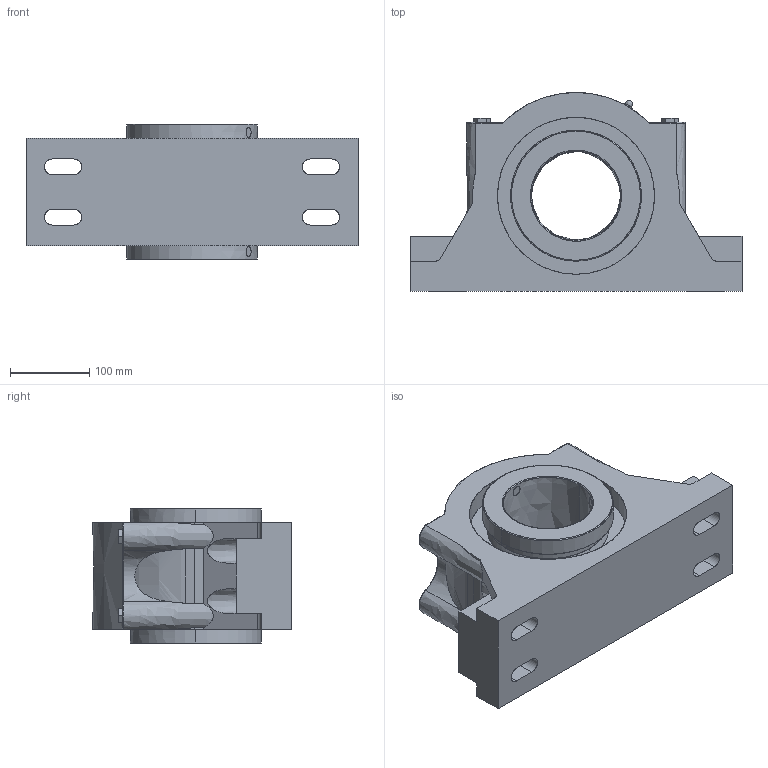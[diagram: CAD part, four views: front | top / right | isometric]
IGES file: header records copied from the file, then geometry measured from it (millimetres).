
Start section: SolidWorks IGES file using analytic representation for surfaces
Global section: file name: ERDEFAU08122136248731.igs; native system: SolidWorks 2017; preprocessor: SolidWorks 2017; author: partstream; date: 170812.213627; units: millimetre
Bounding box: 419.1 x 250.95 x 171.45 mm (x, y, z)
Surface area: 484639.5 mm2 (no closed solid volume)
Topology: 0 solids, 0 shells, 194 faces, 3915 edges, 3922 vertices
Faces by surface type: bspline 139, revolution 55
